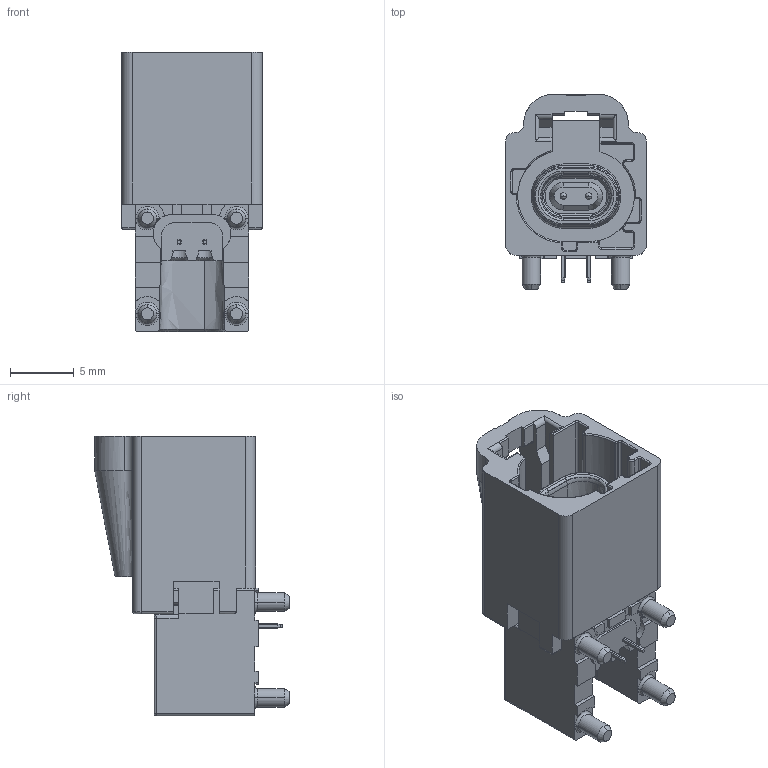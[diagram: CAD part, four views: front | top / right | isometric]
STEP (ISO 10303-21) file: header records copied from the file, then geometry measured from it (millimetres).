
FILE_DESCRIPTION (( 'STEP AP214' ), '1' );
FILE_NAME ('HF116P-1001-0E-VE.STEP', '2021-06-04T08:10:55', ( '' ), ( '' ), 'SwSTEP 2.0', 'SolidWorks 2018', '' );
FILE_SCHEMA (( 'AUTOMOTIVE_DESIGN' ));
Length unit declared in the file: millimetre
Products named in the file (1): HF116P-1001-0E-VE
Bounding box: 11 x 15.25 x 21.9 mm (x, y, z)
Volume: 1344.8 mm3; surface area: 1948.4 mm2
Topology: 1 solids, 2 shells, 567 faces, 1508 edges, 951 vertices
Faces by surface type: plane 289, cylinder 164, torus 67, cone 35, bspline 8, sphere 4
Entity records: 24584 total; most frequent: CARTESIAN_POINT 4043, DIRECTION 3031, ORIENTED_EDGE 3008, EDGE_CURVE 1504, AXIS2_PLACEMENT_3D 1041, VERTEX_POINT 951, VECTOR 949, LINE 949
